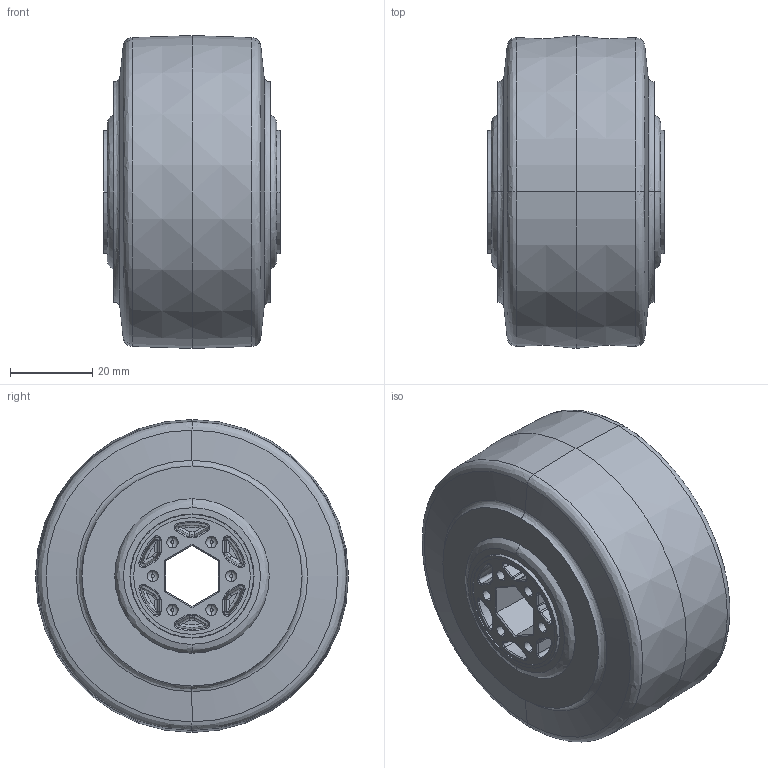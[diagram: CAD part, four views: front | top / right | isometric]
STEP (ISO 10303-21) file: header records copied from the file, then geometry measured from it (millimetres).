
FILE_DESCRIPTION (( 'STEP AP203' ), '1' );
FILE_NAME ('217-4050-STEP-20141030.STEP', '2014-10-30T20:56:50', ( 'IFMI-VEX04' ), ( '' ), 'SwSTEP 2.0', 'SolidWorks 2014', '' );
FILE_SCHEMA (( 'CONFIG_CONTROL_DESIGN' ));
Length unit declared in the file: millimetre
Products named in the file (1): 217-4050-STEP-20141030
Bounding box: 42.89 x 76.2 x 76.2 mm (x, y, z)
Volume: 155044.2 mm3; surface area: 25399.6 mm2
Topology: 1 solids, 1 shells, 378 faces, 888 edges, 542 vertices
Faces by surface type: bspline 156, cylinder 76, plane 74, cone 48, torus 24
Entity records: 17319 total; most frequent: CARTESIAN_POINT 9627, ORIENTED_EDGE 1776, DIRECTION 1310, EDGE_CURVE 888, VERTEX_POINT 542, AXIS2_PLACEMENT_3D 521, EDGE_LOOP 410, ADVANCED_FACE 378
